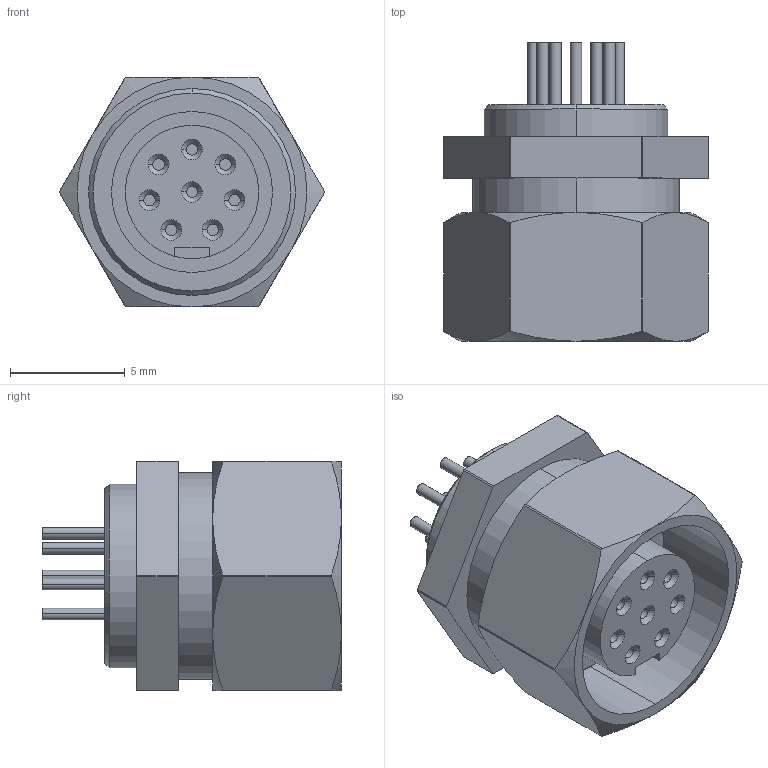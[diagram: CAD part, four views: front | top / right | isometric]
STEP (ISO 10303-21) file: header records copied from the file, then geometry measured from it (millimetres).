
FILE_DESCRIPTION((''),'2;1');
FILE_NAME('09-0482-00-08.stp','2005-07-06T11:31:05',('Kramp'),(''),'Autodesk Inventor 7','Autodesk Inventor 7','');
FILE_SCHEMA(('AUTOMOTIVE_DESIGN { 1 0 10303 214 1 1 1 1 }'));
Length unit declared in the file: millimetre
Products named in the file (1): 09-0482-00-08
Bounding box: 11.5 x 13 x 10 mm (x, y, z)
Volume: 610 mm3; surface area: 946.4 mm2
Topology: 1 solids, 1 shells, 154 faces, 329 edges, 208 vertices
Faces by surface type: cylinder 73, plane 49, cone 32
Entity records: 4198 total; most frequent: DIRECTION 793, CARTESIAN_POINT 740, ORIENTED_EDGE 658, AXIS2_PLACEMENT_3D 333, EDGE_CURVE 329, VERTEX_POINT 208, EDGE_LOOP 185, CIRCLE 178
